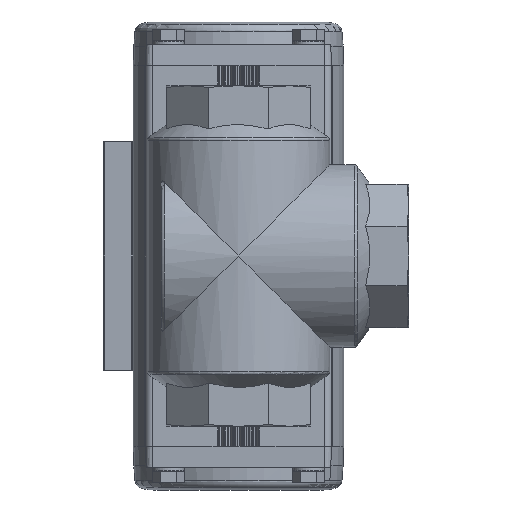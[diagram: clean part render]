
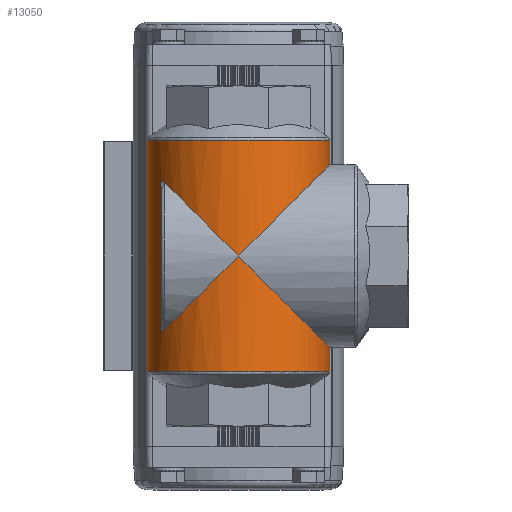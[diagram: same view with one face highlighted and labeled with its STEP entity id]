
A CAD part, front view. The second image highlights one B-rep face of the part: STEP entity #13050.
In plain terms, the highlighted cylindrical face has radius 26 mm (diameter 52 mm), a full revolution.
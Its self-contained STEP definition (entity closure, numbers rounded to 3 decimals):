
#143=ELLIPSE('',#14118,36.77,26.);
#144=ELLIPSE('',#14119,36.77,26.);
#145=ELLIPSE('',#14120,36.77,26.);
#146=ELLIPSE('',#14121,36.77,26.);
#147=ELLIPSE('',#14122,36.77,26.);
#148=ELLIPSE('',#14123,36.77,26.);
#666=B_SPLINE_CURVE_WITH_KNOTS('',3,(#19969,#19970,#19971,#19972,#19973,
#19974,#19975),.UNSPECIFIED.,.F.,.F.,(4,1,1,1,4),(0.026,0.03,
0.035,0.039,0.043),.UNSPECIFIED.);
#668=B_SPLINE_CURVE_WITH_KNOTS('',3,(#19986,#19987,#19988,#19989,#19990,
#19991,#19992,#19993),.UNSPECIFIED.,.F.,.F.,(4,1,1,1,1,4),(0.061,
0.065,0.067,0.07,0.074,
0.078),.UNSPECIFIED.);
#689=B_SPLINE_CURVE_WITH_KNOTS('',3,(#20180,#20181,#20182,#20183,#20184,
#20185,#20186),.UNSPECIFIED.,.F.,.F.,(4,1,1,1,4),(0.,0.001,
0.001,0.002,0.002),
 .UNSPECIFIED.);
#690=B_SPLINE_CURVE_WITH_KNOTS('',3,(#20190,#20191,#20192,#20193,#20194,
#20195,#20196),.UNSPECIFIED.,.F.,.F.,(4,1,1,1,4),(0.003,0.004,
0.004,0.005,0.005),
 .UNSPECIFIED.);
#691=B_SPLINE_CURVE_WITH_KNOTS('',3,(#20203,#20204,#20205,#20206,#20207,
#20208,#20209),.UNSPECIFIED.,.F.,.F.,(4,1,1,1,4),(0.,0.001,
0.001,0.002,0.002),
 .UNSPECIFIED.);
#692=B_SPLINE_CURVE_WITH_KNOTS('',3,(#20213,#20214,#20215,#20216,#20217,
#20218,#20219),.UNSPECIFIED.,.F.,.F.,(4,1,1,1,4),(0.003,0.004,
0.004,0.005,0.005),
 .UNSPECIFIED.);
#1352=LINE('',#20188,#2178);
#1353=LINE('',#20211,#2179);
#2178=VECTOR('',#15911,1000.);
#2179=VECTOR('',#15918,1000.);
#3197=ORIENTED_EDGE('',*,*,#6950,.F.);
#3198=ORIENTED_EDGE('',*,*,#6896,.F.);
#3199=ORIENTED_EDGE('',*,*,#6951,.F.);
#3200=ORIENTED_EDGE('',*,*,#6952,.T.);
#3201=ORIENTED_EDGE('',*,*,#6953,.F.);
#3202=ORIENTED_EDGE('',*,*,#6954,.T.);
#3203=ORIENTED_EDGE('',*,*,#6955,.F.);
#3204=ORIENTED_EDGE('',*,*,#6894,.F.);
#3205=ORIENTED_EDGE('',*,*,#6956,.F.);
#3206=ORIENTED_EDGE('',*,*,#6957,.F.);
#3207=ORIENTED_EDGE('',*,*,#6958,.T.);
#3208=ORIENTED_EDGE('',*,*,#6959,.F.);
#3209=ORIENTED_EDGE('',*,*,#6960,.T.);
#3210=ORIENTED_EDGE('',*,*,#6961,.F.);
#3211=ORIENTED_EDGE('',*,*,#6962,.F.);
#3212=ORIENTED_EDGE('',*,*,#6963,.T.);
#6894=EDGE_CURVE('',#8761,#8762,#666,.T.);
#6896=EDGE_CURVE('',#8763,#8764,#668,.T.);
#6950=EDGE_CURVE('',#8807,#8807,#9988,.T.);
#6951=EDGE_CURVE('',#8808,#8763,#143,.T.);
#6952=EDGE_CURVE('',#8808,#8809,#689,.T.);
#6953=EDGE_CURVE('',#8810,#8809,#1352,.F.);
#6954=EDGE_CURVE('',#8810,#8811,#690,.T.);
#6955=EDGE_CURVE('',#8762,#8811,#144,.F.);
#6956=EDGE_CURVE('',#8812,#8761,#145,.F.);
#6957=EDGE_CURVE('',#8813,#8812,#146,.F.);
#6958=EDGE_CURVE('',#8813,#8814,#691,.T.);
#6959=EDGE_CURVE('',#8815,#8814,#1353,.T.);
#6960=EDGE_CURVE('',#8815,#8816,#692,.T.);
#6961=EDGE_CURVE('',#8812,#8816,#147,.T.);
#6962=EDGE_CURVE('',#8764,#8812,#148,.T.);
#6963=EDGE_CURVE('',#8817,#8817,#9989,.T.);
#8761=VERTEX_POINT('',#19976);
#8762=VERTEX_POINT('',#19977);
#8763=VERTEX_POINT('',#19985);
#8764=VERTEX_POINT('',#19994);
#8807=VERTEX_POINT('',#20177);
#8808=VERTEX_POINT('',#20179);
#8809=VERTEX_POINT('',#20187);
#8810=VERTEX_POINT('',#20189);
#8811=VERTEX_POINT('',#20197);
#8812=VERTEX_POINT('',#20200);
#8813=VERTEX_POINT('',#20202);
#8814=VERTEX_POINT('',#20210);
#8815=VERTEX_POINT('',#20212);
#8816=VERTEX_POINT('',#20220);
#8817=VERTEX_POINT('',#20224);
#9988=CIRCLE('',#14117,26.);
#9989=CIRCLE('',#14124,26.);
#10612=EDGE_LOOP('',(#3197));
#10613=EDGE_LOOP('',(#3198,#3199,#3200,#3201,#3202,#3203,#3204,#3205,#3206,
#3207,#3208,#3209,#3210,#3211));
#10614=EDGE_LOOP('',(#3212));
#11733=FACE_BOUND('',#10612,.T.);
#11734=FACE_BOUND('',#10613,.T.);
#11735=FACE_BOUND('',#10614,.T.);
#12826=CYLINDRICAL_SURFACE('',#14116,26.);
#13050=ADVANCED_FACE('',(#11733,#11734,#11735),#12826,.T.);
#14116=AXIS2_PLACEMENT_3D('',#20175,#15905,#15906);
#14117=AXIS2_PLACEMENT_3D('',#20176,#15907,#15908);
#14118=AXIS2_PLACEMENT_3D('',#20178,#15909,#15910);
#14119=AXIS2_PLACEMENT_3D('',#20198,#15912,#15913);
#14120=AXIS2_PLACEMENT_3D('',#20199,#15914,#15915);
#14121=AXIS2_PLACEMENT_3D('',#20201,#15916,#15917);
#14122=AXIS2_PLACEMENT_3D('',#20221,#15919,#15920);
#14123=AXIS2_PLACEMENT_3D('',#20222,#15921,#15922);
#14124=AXIS2_PLACEMENT_3D('',#20223,#15923,#15924);
#15905=DIRECTION('',(0.,0.,-1.));
#15906=DIRECTION('',(0.,1.,0.));
#15907=DIRECTION('',(0.,0.,-1.));
#15908=DIRECTION('',(0.,1.,0.));
#15909=DIRECTION('',(-0.707,0.,-0.707));
#15910=DIRECTION('',(0.707,0.,-0.707));
#15911=DIRECTION('',(0.,0.,-1.));
#15912=DIRECTION('',(0.707,0.,-0.707));
#15913=DIRECTION('',(-0.707,0.,-0.707));
#15914=DIRECTION('',(-0.707,0.,-0.707));
#15915=DIRECTION('',(0.707,0.,-0.707));
#15916=DIRECTION('',(0.707,0.,-0.707));
#15917=DIRECTION('',(-0.707,0.,-0.707));
#15918=DIRECTION('',(0.,0.,-1.));
#15919=DIRECTION('',(-0.707,0.,-0.707));
#15920=DIRECTION('',(0.707,0.,-0.707));
#15921=DIRECTION('',(0.707,0.,-0.707));
#15922=DIRECTION('',(-0.707,0.,-0.707));
#15923=DIRECTION('',(0.,0.,-1.));
#15924=DIRECTION('',(0.,1.,0.));
#19969=CARTESIAN_POINT('',(7.778,24.809,-7.778));
#19970=CARTESIAN_POINT('',(6.774,25.124,-8.782));
#19971=CARTESIAN_POINT('',(4.366,25.741,-10.407));
#19972=CARTESIAN_POINT('',(0.013,26.129,-11.295));
#19973=CARTESIAN_POINT('',(-4.357,25.744,-10.413));
#19974=CARTESIAN_POINT('',(-6.767,25.126,-8.789));
#19975=CARTESIAN_POINT('',(-7.778,24.809,-7.778));
#19976=CARTESIAN_POINT('',(7.778,24.809,-7.778));
#19977=CARTESIAN_POINT('',(-7.778,24.809,-7.778));
#19985=CARTESIAN_POINT('',(-7.778,24.809,7.778));
#19986=CARTESIAN_POINT('',(-7.778,24.809,7.778));
#19987=CARTESIAN_POINT('',(-6.768,25.126,8.788));
#19988=CARTESIAN_POINT('',(-4.959,25.587,10.002));
#19989=CARTESIAN_POINT('',(-2.193,25.937,10.853));
#19990=CARTESIAN_POINT('',(0.739,26.064,11.147));
#19991=CARTESIAN_POINT('',(4.364,25.742,10.409));
#19992=CARTESIAN_POINT('',(6.777,25.123,8.779));
#19993=CARTESIAN_POINT('',(7.778,24.809,7.778));
#19994=CARTESIAN_POINT('',(7.778,24.809,7.778));
#20175=CARTESIAN_POINT('',(0.,0.,-48.5));
#20176=CARTESIAN_POINT('',(0.,0.,-32.985));
#20177=CARTESIAN_POINT('',(0.,26.,-32.985));
#20178=CARTESIAN_POINT('',(0.,0.,0.));
#20179=CARTESIAN_POINT('',(-21.,15.33,21.));
#20180=CARTESIAN_POINT('',(-21.,15.33,21.));
#20181=CARTESIAN_POINT('',(-21.092,15.204,21.092));
#20182=CARTESIAN_POINT('',(-21.28,14.941,21.249));
#20183=CARTESIAN_POINT('',(-21.575,14.513,21.385));
#20184=CARTESIAN_POINT('',(-21.897,14.021,21.35));
#20185=CARTESIAN_POINT('',(-22.,13.856,20.99));
#20186=CARTESIAN_POINT('',(-22.,13.856,20.809));
#20187=CARTESIAN_POINT('',(-22.,13.856,20.809));
#20188=CARTESIAN_POINT('',(-22.,13.856,-48.5));
#20189=CARTESIAN_POINT('',(-22.,13.856,-20.809));
#20190=CARTESIAN_POINT('',(-22.,13.856,-20.809));
#20191=CARTESIAN_POINT('',(-22.,13.856,-20.991));
#20192=CARTESIAN_POINT('',(-21.897,14.022,-21.35));
#20193=CARTESIAN_POINT('',(-21.575,14.513,-21.384));
#20194=CARTESIAN_POINT('',(-21.281,14.939,-21.25));
#20195=CARTESIAN_POINT('',(-21.092,15.204,-21.092));
#20196=CARTESIAN_POINT('',(-21.,15.33,-21.));
#20197=CARTESIAN_POINT('',(-21.,15.33,-21.));
#20198=CARTESIAN_POINT('',(0.,0.,0.));
#20199=CARTESIAN_POINT('',(0.,0.,0.));
#20200=CARTESIAN_POINT('',(0.,-26.,0.));
#20201=CARTESIAN_POINT('',(0.,0.,0.));
#20202=CARTESIAN_POINT('',(-21.,-15.33,-21.));
#20203=CARTESIAN_POINT('',(-21.,-15.33,-21.));
#20204=CARTESIAN_POINT('',(-21.092,-15.204,-21.092));
#20205=CARTESIAN_POINT('',(-21.28,-14.941,-21.249));
#20206=CARTESIAN_POINT('',(-21.575,-14.513,-21.385));
#20207=CARTESIAN_POINT('',(-21.897,-14.021,-21.35));
#20208=CARTESIAN_POINT('',(-22.,-13.856,-20.99));
#20209=CARTESIAN_POINT('',(-22.,-13.856,-20.809));
#20210=CARTESIAN_POINT('',(-22.,-13.856,-20.809));
#20211=CARTESIAN_POINT('',(-22.,-13.856,-48.5));
#20212=CARTESIAN_POINT('',(-22.,-13.856,20.809));
#20213=CARTESIAN_POINT('',(-22.,-13.856,20.809));
#20214=CARTESIAN_POINT('',(-22.,-13.856,20.991));
#20215=CARTESIAN_POINT('',(-21.897,-14.022,21.35));
#20216=CARTESIAN_POINT('',(-21.575,-14.513,21.384));
#20217=CARTESIAN_POINT('',(-21.281,-14.939,21.25));
#20218=CARTESIAN_POINT('',(-21.092,-15.204,21.092));
#20219=CARTESIAN_POINT('',(-21.,-15.33,21.));
#20220=CARTESIAN_POINT('',(-21.,-15.33,21.));
#20221=CARTESIAN_POINT('',(0.,0.,0.));
#20222=CARTESIAN_POINT('',(0.,0.,0.));
#20223=CARTESIAN_POINT('',(0.,0.,32.985));
#20224=CARTESIAN_POINT('',(0.,26.,32.985));
